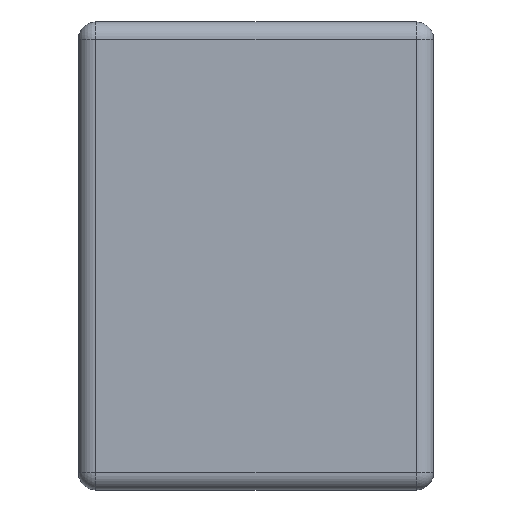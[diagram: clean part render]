
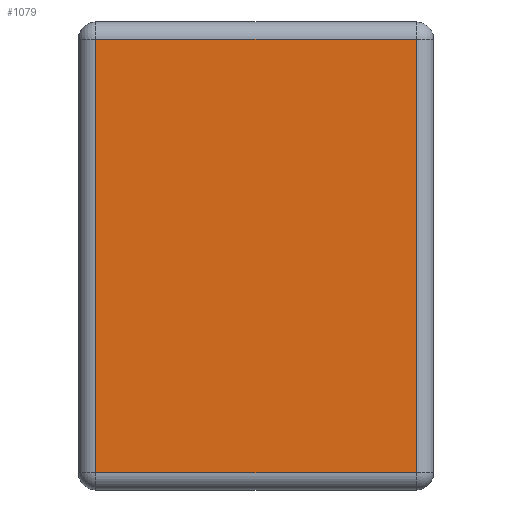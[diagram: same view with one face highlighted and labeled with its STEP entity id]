
A CAD part, left-side view. The second image highlights one B-rep face of the part: STEP entity #1079.
In plain terms, the highlighted face is planar.
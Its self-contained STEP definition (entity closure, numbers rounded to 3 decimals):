
#81 = CARTESIAN_POINT ( 'NONE',  ( 0.1, 0., -0.1 ) ) ;
#310 = CARTESIAN_POINT ( 'NONE',  ( 0.1, 0., -2.6 ) ) ;
#396 = CARTESIAN_POINT ( 'NONE',  ( 0.1, 1.95, -0.1 ) ) ;
#448 = VECTOR ( 'NONE', #2570, 1000. ) ;
#555 = FACE_OUTER_BOUND ( 'NONE', #4084, .T. ) ;
#953 = VERTEX_POINT ( 'NONE', #1580 ) ;
#1030 = VERTEX_POINT ( 'NONE', #2718 ) ;
#1079 = ADVANCED_FACE ( 'NONE', ( #555 ), #2372, .F. ) ;
#1347 = EDGE_CURVE ( 'NONE', #2361, #4408, #1856, .T. ) ;
#1579 = CARTESIAN_POINT ( 'NONE',  ( 0.1, 1.95, 0. ) ) ;
#1580 = CARTESIAN_POINT ( 'NONE',  ( 0.1, 1.95, -2.6 ) ) ;
#1595 = DIRECTION ( 'NONE',  ( 0., 0., 1. ) ) ;
#1842 = ORIENTED_EDGE ( 'NONE', *, *, #2223, .T. ) ;
#1856 = LINE ( 'NONE', #81, #448 ) ;
#2030 = DIRECTION ( 'NONE',  ( 0., 0., 1. ) ) ;
#2062 = VECTOR ( 'NONE', #2495, 1000. ) ;
#2063 = DIRECTION ( 'NONE',  ( 0., 1., 0. ) ) ;
#2223 = EDGE_CURVE ( 'NONE', #4408, #1030, #3986, .T. ) ;
#2361 = VERTEX_POINT ( 'NONE', #396 ) ;
#2372 = PLANE ( 'NONE',  #2763 ) ;
#2382 = VECTOR ( 'NONE', #1595, 1000. ) ;
#2471 = ORIENTED_EDGE ( 'NONE', *, *, #1347, .T. ) ;
#2495 = DIRECTION ( 'NONE',  ( 0., 0., -1. ) ) ;
#2570 = DIRECTION ( 'NONE',  ( 0., -1., 0. ) ) ;
#2660 = ORIENTED_EDGE ( 'NONE', *, *, #2750, .T. ) ;
#2718 = CARTESIAN_POINT ( 'NONE',  ( 0.1, 0.1, -2.6 ) ) ;
#2750 = EDGE_CURVE ( 'NONE', #1030, #953, #4295, .T. ) ;
#2763 = AXIS2_PLACEMENT_3D ( 'NONE', #3100, #4501, #2030 ) ;
#2976 = CARTESIAN_POINT ( 'NONE',  ( 0.1, 0.1, -0.1 ) ) ;
#3100 = CARTESIAN_POINT ( 'NONE',  ( 0.1, 0., 0. ) ) ;
#3300 = VECTOR ( 'NONE', #2063, 1000. ) ;
#3579 = CARTESIAN_POINT ( 'NONE',  ( 0.1, 0.1, 0. ) ) ;
#3986 = LINE ( 'NONE', #3579, #2062 ) ;
#4017 = LINE ( 'NONE', #1579, #2382 ) ;
#4084 = EDGE_LOOP ( 'NONE', ( #1842, #2660, #4329, #2471 ) ) ;
#4125 = EDGE_CURVE ( 'NONE', #953, #2361, #4017, .T. ) ;
#4295 = LINE ( 'NONE', #310, #3300 ) ;
#4329 = ORIENTED_EDGE ( 'NONE', *, *, #4125, .T. ) ;
#4408 = VERTEX_POINT ( 'NONE', #2976 ) ;
#4501 = DIRECTION ( 'NONE',  ( -1., 0., 0. ) ) ;
